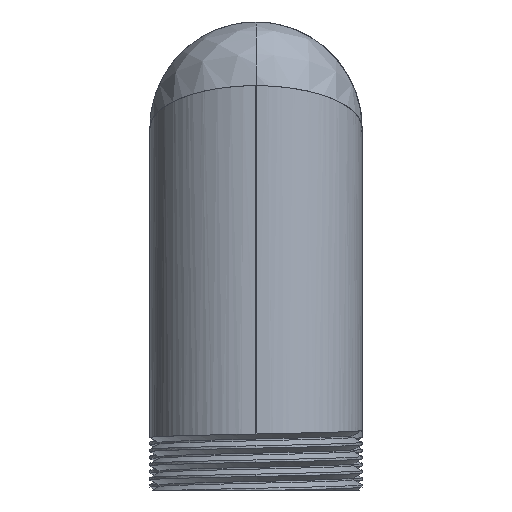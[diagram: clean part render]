
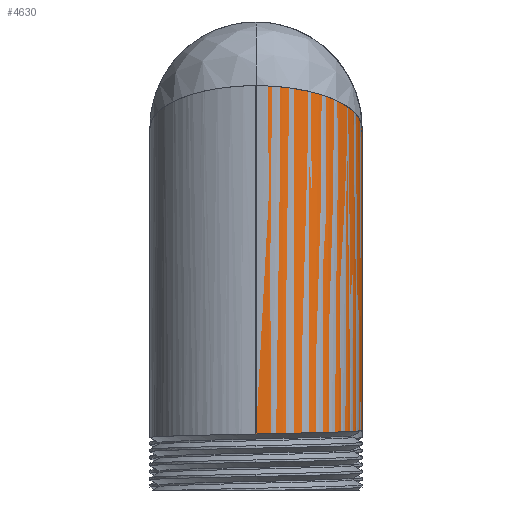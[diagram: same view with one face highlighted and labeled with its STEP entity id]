
A CAD part, left-side view. The second image highlights one B-rep face of the part: STEP entity #4630.
In plain terms, the highlighted cylindrical face has radius 15.875 mm (diameter 31.75 mm), a partial arc.
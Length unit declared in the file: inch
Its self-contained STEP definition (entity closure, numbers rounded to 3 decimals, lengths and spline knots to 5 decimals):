
#4216=CARTESIAN_POINT('',(0.,0.,0.625));
#4217=CARTESIAN_POINT('',(0.03285,0.02988,
0.625));
#4218=CARTESIAN_POINT('',(0.09548,0.08686,
0.62073));
#4219=CARTESIAN_POINT('',(0.1795,0.1633,
0.60481));
#4220=CARTESIAN_POINT('',(0.25339,0.23052,
0.58224));
#4221=CARTESIAN_POINT('',(0.31774,0.28907,
0.55527));
#4222=CARTESIAN_POINT('',(0.37424,0.34046,
0.52519));
#4223=CARTESIAN_POINT('',(0.4246,0.38628,
0.49234));
#4224=CARTESIAN_POINT('',(0.46777,0.42555,
0.45863));
#4225=CARTESIAN_POINT('',(0.50483,0.45927,
0.42475));
#4226=CARTESIAN_POINT('',(0.53683,0.48839,
0.39076));
#4227=CARTESIAN_POINT('',(0.56417,0.51325,
0.35754));
#4228=CARTESIAN_POINT('',(0.5925,0.53903,
0.31764));
#4229=CARTESIAN_POINT('',(0.61899,0.56312,
0.27284));
#4230=CARTESIAN_POINT('',(0.64187,0.58394,
0.22461));
#4231=CARTESIAN_POINT('',(0.65846,0.59904,
0.18039));
#4232=CARTESIAN_POINT('',(0.67301,0.61228,
0.12968));
#4233=CARTESIAN_POINT('',(0.68397,0.62225,
0.06949));
#4234=CARTESIAN_POINT('',(0.687,0.625,
0.02403));
#4235=CARTESIAN_POINT('',(0.687,0.625,0.));
#4237=DIRECTION('',(1.,0.,0.));
#4238=VECTOR('',#4237,1.07165);
#4239=CARTESIAN_POINT('',(0.687,0.625,0.));
#4240=LINE('',#4239,#4238);
#4241=CARTESIAN_POINT('',(1.75865,0.625,0.));
#4242=CARTESIAN_POINT('',(1.75938,0.625,0.03429));
#4243=CARTESIAN_POINT('',(1.76084,0.61937,
0.10307));
#4244=CARTESIAN_POINT('',(1.76306,0.59363,
0.20468));
#4245=CARTESIAN_POINT('',(1.76526,0.55154,
0.2999));
#4246=CARTESIAN_POINT('',(1.76742,0.49567,
0.3853));
#4247=CARTESIAN_POINT('',(1.76962,0.42503,
0.46223));
#4248=CARTESIAN_POINT('',(1.77185,0.34175,
0.52683));
#4249=CARTESIAN_POINT('',(1.77408,0.24904,
0.57634));
#4250=CARTESIAN_POINT('',(1.77624,0.15208,
0.6091));
#4251=CARTESIAN_POINT('',(1.77844,0.04951,
0.62596));
#4252=CARTESIAN_POINT('',(1.78066,-0.05556,
0.62547));
#4253=CARTESIAN_POINT('',(1.78287,-0.15844,
0.60752));
#4254=CARTESIAN_POINT('',(1.78504,-0.25524,
0.57354));
#4255=CARTESIAN_POINT('',(1.78721,-0.34537,
0.52431));
#4256=CARTESIAN_POINT('',(1.78941,-0.42722,
0.46013));
#4257=CARTESIAN_POINT('',(1.7916,-0.49703,
0.38355));
#4258=CARTESIAN_POINT('',(1.79377,-0.55296,
0.29732));
#4259=CARTESIAN_POINT('',(1.79596,-0.5943,
0.20242));
#4260=CARTESIAN_POINT('',(1.79814,-0.61934,
0.10273));
#4261=CARTESIAN_POINT('',(1.79959,-0.625,0.03424));
#4262=CARTESIAN_POINT('',(1.80032,-0.625,0.));
#4264=CARTESIAN_POINT('',(-0.25,-0.625,0.));
#4265=CARTESIAN_POINT('',(-0.25,-0.625,
0.03122));
#4266=CARTESIAN_POINT('',(-0.24812,-0.6203,
0.09381));
#4267=CARTESIAN_POINT('',(-0.23973,-0.5993,
0.18561));
#4268=CARTESIAN_POINT('',(-0.2257,-0.56424,
0.27443));
#4269=CARTESIAN_POINT('',(-0.20628,-0.51569,
0.3575));
#4270=CARTESIAN_POINT('',(-0.18158,-0.45396,
0.43333));
#4271=CARTESIAN_POINT('',(-0.15205,-0.38011,
0.49945));
#4272=CARTESIAN_POINT('',(-0.11821,-0.29556,
0.55378));
#4273=CARTESIAN_POINT('',(-0.08091,-0.20221,
0.59432));
#4274=CARTESIAN_POINT('',(-0.04103,-0.10275,
0.61934));
#4275=CARTESIAN_POINT('',(-0.01385,-0.03431,
0.62499));
#4276=CARTESIAN_POINT('',(0.,0.,0.625));
#4428=CARTESIAN_POINT('',(0.687,0.625,0.));
#4462=DIRECTION('',(1.,0.,0.));
#4463=VECTOR('',#4462,2.05032);
#4464=CARTESIAN_POINT('',(-0.25,-0.625,0.));
#4465=LINE('',#4464,#4463);
#4523=VERTEX_POINT('',#4262);
#4524=VERTEX_POINT('',#4241);
#4540=CARTESIAN_POINT('',(-0.25,-0.625,0.));
#4541=VERTEX_POINT('',#4540);
#4542=VERTEX_POINT('',#4428);
#4544=VERTEX_POINT('',#4216);
#4613=CARTESIAN_POINT('',(0.,0.,0.));
#4614=DIRECTION('',(1.,0.,0.));
#4615=DIRECTION('',(0.,1.,0.));
#4616=AXIS2_PLACEMENT_3D('',#4613,#4614,#4615);
#4617=CYLINDRICAL_SURFACE('',#4616,0.625);
#4619=ORIENTED_EDGE('',*,*,#4618,.T.);
#4621=ORIENTED_EDGE('',*,*,#4620,.T.);
#4623=ORIENTED_EDGE('',*,*,#4622,.T.);
#4625=ORIENTED_EDGE('',*,*,#4624,.F.);
#4627=ORIENTED_EDGE('',*,*,#4626,.T.);
#4628=EDGE_LOOP('',(#4619,#4621,#4623,#4625,#4627));
#4629=FACE_OUTER_BOUND('',#4628,.F.);
#4630=ADVANCED_FACE('',(#4629),#4617,.T.);
#4236=B_SPLINE_CURVE_WITH_KNOTS('',3,(#4216,#4217,#4218,#4219,#4220,#4221,#4222,
#4223,#4224,#4225,#4226,#4227,#4228,#4229,#4230,#4231,#4232,#4233,#4234,#4235),
.UNSPECIFIED.,.F.,.F.,(4,1,1,1,1,1,1,1,1,1,1,1,1,1,1,1,1,4),(0.,
0.05882,0.11765,0.17647,0.23529,
0.29412,0.35294,0.41176,0.47059,
0.52941,0.58824,0.64706,0.70588,
0.76471,0.82353,0.88235,0.94118,1.),
.UNSPECIFIED.);
#4263=B_SPLINE_CURVE_WITH_KNOTS('',3,(#4241,#4242,#4243,#4244,#4245,#4246,#4247,
#4248,#4249,#4250,#4251,#4252,#4253,#4254,#4255,#4256,#4257,#4258,#4259,#4260,
#4261,#4262),.UNSPECIFIED.,.F.,.F.,(4,1,1,1,1,1,1,1,1,1,1,1,1,1,1,1,1,1,1,4),(
0.,0.05263,0.10526,0.15789,0.21053,
0.26316,0.31579,0.36842,0.42105,
0.47368,0.52632,0.57895,0.63158,
0.68421,0.73684,0.78947,0.84211,
0.89474,0.94737,1.),.UNSPECIFIED.);
#4277=B_SPLINE_CURVE_WITH_KNOTS('',3,(#4264,#4265,#4266,#4267,#4268,#4269,#4270,
#4271,#4272,#4273,#4274,#4275,#4276),.UNSPECIFIED.,.F.,.F.,(4,1,1,1,1,1,1,1,1,1,
4),(0.,0.1,0.2,0.3,0.4,0.5,0.6,0.7,0.8,0.9,1.),
.UNSPECIFIED.);
#4618=EDGE_CURVE('',#4544,#4542,#4236,.T.);
#4620=EDGE_CURVE('',#4542,#4524,#4240,.T.);
#4622=EDGE_CURVE('',#4524,#4523,#4263,.T.);
#4624=EDGE_CURVE('',#4541,#4523,#4465,.T.);
#4626=EDGE_CURVE('',#4541,#4544,#4277,.T.);
